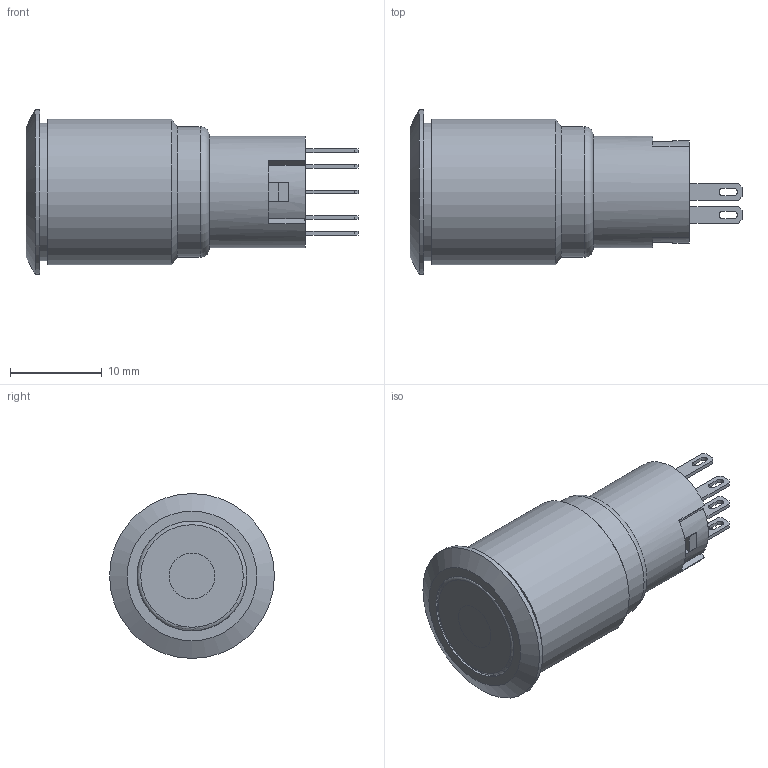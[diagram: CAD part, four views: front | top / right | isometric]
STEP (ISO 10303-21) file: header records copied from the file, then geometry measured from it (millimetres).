
FILE_DESCRIPTION(/* description */ (''),/* implementation_level */ '2;1');
FILE_NAME(/* name */ 'PV3WF2B0xx-2xx.stp',/* time_stamp */ '2024-08-21T07:56:08-05:00',/* author */ ('jsteinblock'),/* organization */ (''),/* preprocessor_version */ 'ST-DEVELOPER v18.1',/* originating_system */ 'Autodesk Inventor 2022',/* authorisation */ '');
FILE_SCHEMA (('AUTOMOTIVE_DESIGN { 1 0 10303 214 3 1 1 }'));
Length unit declared in the file: inch
Products named in the file (1): PV3WF2B0xx-2xx
Bounding box: 36.25 x 18 x 18 mm (x, y, z)
Volume: 4030.4 mm3; surface area: 2775.7 mm2
Topology: 1 solids, 2 shells, 328 faces, 861 edges, 570 vertices
Faces by surface type: plane 228, bspline 68, cylinder 28, torus 2, cone 2
Full cylindrical faces by diameter (mm): 5 x1, 12 x2, 12.2 x1, 14.3 x1, 15 x1, 15.9 x1, 18 x1
Entity records: 10579 total; most frequent: CARTESIAN_POINT 2763, ORIENTED_EDGE 1722, DIRECTION 1337, EDGE_CURVE 861, LINE 635, VECTOR 635, VERTEX_POINT 570, EDGE_LOOP 379
